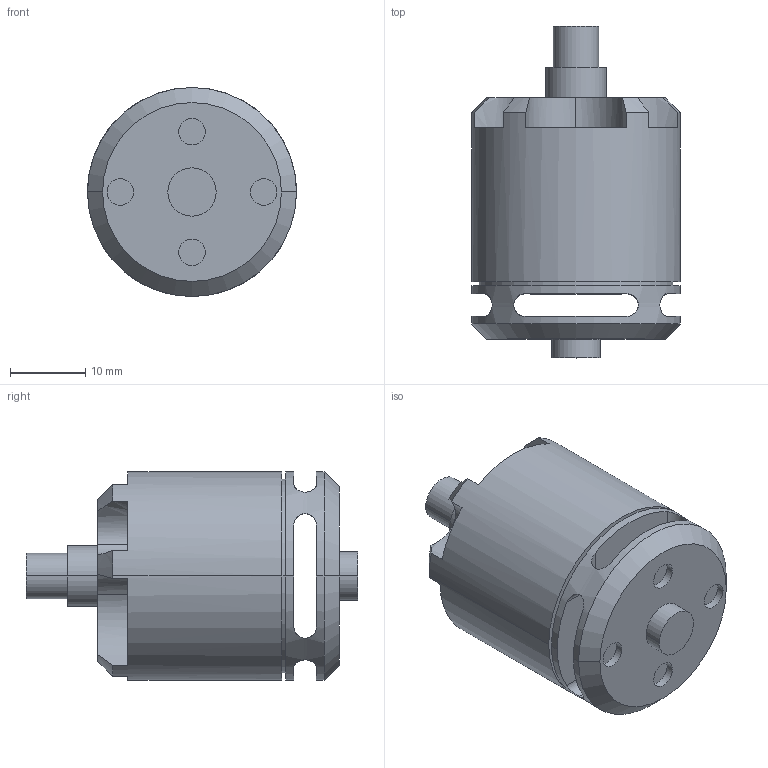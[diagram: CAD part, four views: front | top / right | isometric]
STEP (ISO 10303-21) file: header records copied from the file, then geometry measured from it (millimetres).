
FILE_DESCRIPTION (( 'STEP AP203' ), '1' );
FILE_NAME ('motor_Default_sldprt.STEP', '2024-07-08T06:15:46', ( '' ), ( '' ), 'SwSTEP 2.0', 'SolidWorks 2024', '' );
FILE_SCHEMA (( 'CONFIG_CONTROL_DESIGN' ));
Length unit declared in the file: millimetre
Products named in the file (1): motor_Default_sldprt
Bounding box: 27.7 x 44 x 27.7 mm (x, y, z)
Volume: 7174.2 mm3; surface area: 7411.1 mm2
Topology: 1 solids, 1 shells, 76 faces, 221 edges, 142 vertices
Faces by surface type: cylinder 34, plane 21, bspline 12, cone 9
Entity records: 2847 total; most frequent: CARTESIAN_POINT 880, ORIENTED_EDGE 442, DIRECTION 371, EDGE_CURVE 221, AXIS2_PLACEMENT_3D 153, VERTEX_POINT 142, CIRCLE 88, EDGE_LOOP 87
